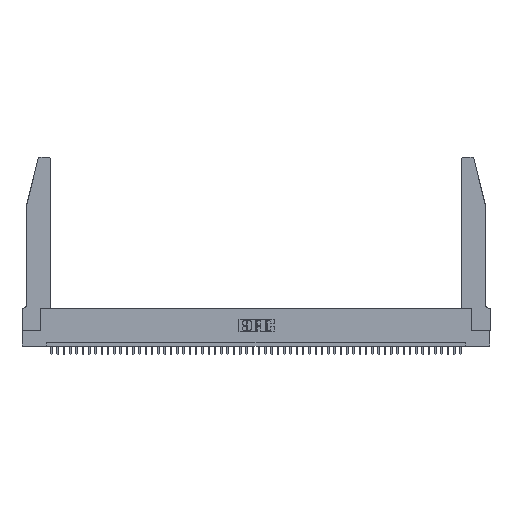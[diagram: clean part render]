
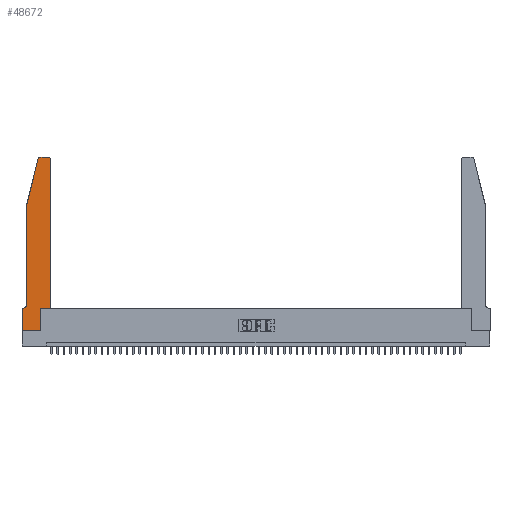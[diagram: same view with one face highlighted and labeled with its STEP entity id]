
A CAD part, top view. The second image highlights one B-rep face of the part: STEP entity #48672.
In plain terms, the highlighted planar face has unit normal (0, 0, 1).
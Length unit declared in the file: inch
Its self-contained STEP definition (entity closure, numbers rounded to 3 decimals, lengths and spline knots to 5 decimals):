
#433 = CARTESIAN_POINT ( 'NONE',  ( 0.2605, 2.75, 0.37 ) ) ;
#926 = CARTESIAN_POINT ( 'NONE',  ( 0., 0.35, 0.37 ) ) ;
#1666 = LINE ( 'NONE', #3359, #42523 ) ;
#1909 = CARTESIAN_POINT ( 'NONE',  ( 0., 0., 0.37 ) ) ;
#2057 = DIRECTION ( 'NONE',  ( 0., 0., 1. ) ) ;
#2103 = DIRECTION ( 'NONE',  ( 0., -1., 0. ) ) ;
#2943 = EDGE_CURVE ( 'NONE', #8669, #5707, #1666, .T. ) ;
#3359 = CARTESIAN_POINT ( 'NONE',  ( 0.2865, 0.35, 0.37 ) ) ;
#3926 = LINE ( 'NONE', #45890, #23689 ) ;
#4124 = EDGE_CURVE ( 'NONE', #6521, #12770, #10791, .T. ) ;
#4340 = CARTESIAN_POINT ( 'NONE',  ( 0., 0.35, 0.37 ) ) ;
#4526 = PLANE ( 'NONE',  #43336 ) ;
#4811 = AXIS2_PLACEMENT_3D ( 'NONE', #18061, #2057, #21377 ) ;
#5032 = DIRECTION ( 'NONE',  ( 1., 0., 0. ) ) ;
#5707 = VERTEX_POINT ( 'NONE', #32491 ) ;
#5903 = VERTEX_POINT ( 'NONE', #17781 ) ;
#6037 = CARTESIAN_POINT ( 'NONE',  ( 0.4505, 2.72, 0.37 ) ) ;
#6521 = VERTEX_POINT ( 'NONE', #11646 ) ;
#6566 = ORIENTED_EDGE ( 'NONE', *, *, #44055, .T. ) ;
#7490 = VECTOR ( 'NONE', #45868, 39.37008 ) ;
#7944 = VERTEX_POINT ( 'NONE', #8717 ) ;
#8342 = DIRECTION ( 'NONE',  ( -1., 0., 0. ) ) ;
#8669 = VERTEX_POINT ( 'NONE', #30908 ) ;
#8717 = CARTESIAN_POINT ( 'NONE',  ( 0.4505, 0.35, 0.37 ) ) ;
#8815 = CARTESIAN_POINT ( 'NONE',  ( 0.4505, 0.35, 0.37 ) ) ;
#9660 = CARTESIAN_POINT ( 'NONE',  ( 0.4505, 0.35, 0.37 ) ) ;
#10550 = DIRECTION ( 'NONE',  ( 1., 0., 0. ) ) ;
#10791 = CIRCLE ( 'NONE', #48948, 0.03 ) ;
#11478 = ORIENTED_EDGE ( 'NONE', *, *, #36416, .T. ) ;
#11646 = CARTESIAN_POINT ( 'NONE',  ( 0.284, 2.75, 0.37 ) ) ;
#12022 = ORIENTED_EDGE ( 'NONE', *, *, #38879, .T. ) ;
#12770 = VERTEX_POINT ( 'NONE', #38636 ) ;
#13017 = CIRCLE ( 'NONE', #4811, 0.03 ) ;
#13649 = CARTESIAN_POINT ( 'NONE',  ( 0.0755, 2., 0.37 ) ) ;
#13797 = CARTESIAN_POINT ( 'NONE',  ( 0.0055, 0.35, 0.37 ) ) ;
#14309 = CARTESIAN_POINT ( 'NONE',  ( 0., 0., 0.37 ) ) ;
#14731 = DIRECTION ( 'NONE',  ( 0., 1., 0. ) ) ;
#15133 = ORIENTED_EDGE ( 'NONE', *, *, #4124, .T. ) ;
#15459 = EDGE_CURVE ( 'NONE', #7944, #29958, #31586, .T. ) ;
#17188 = CARTESIAN_POINT ( 'NONE',  ( 0.0055, 0.42, 0.37 ) ) ;
#17736 = DIRECTION ( 'NONE',  ( -1., 0., 0. ) ) ;
#17781 = CARTESIAN_POINT ( 'NONE',  ( 0.0755, 0.42, 0.37 ) ) ;
#17980 = EDGE_LOOP ( 'NONE', ( #46863, #15133, #46943, #50832, #49403, #21801, #12022, #49152, #40859, #6566, #27606, #11478 ) ) ;
#18061 = CARTESIAN_POINT ( 'NONE',  ( 0.4205, 2.72, 0.37 ) ) ;
#18551 = EDGE_CURVE ( 'NONE', #40460, #5903, #32453, .T. ) ;
#19262 = VECTOR ( 'NONE', #17736, 39.37008 ) ;
#19537 = EDGE_CURVE ( 'NONE', #23186, #42589, #27332, .T. ) ;
#20910 = DIRECTION ( 'NONE',  ( 0., 0., 1. ) ) ;
#21377 = DIRECTION ( 'NONE',  ( 1., 0., 0. ) ) ;
#21725 = DIRECTION ( 'NONE',  ( 1., 0., 0. ) ) ;
#21801 = ORIENTED_EDGE ( 'NONE', *, *, #19537, .T. ) ;
#23186 = VERTEX_POINT ( 'NONE', #13797 ) ;
#23689 = VECTOR ( 'NONE', #50364, 39.37008 ) ;
#23706 = VECTOR ( 'NONE', #8342, 39.37008 ) ;
#24977 = VERTEX_POINT ( 'NONE', #50731 ) ;
#25156 = EDGE_CURVE ( 'NONE', #12770, #40460, #3926, .T. ) ;
#25385 = CARTESIAN_POINT ( 'NONE',  ( 0.0755, 0.35, 0.37 ) ) ;
#26949 = VERTEX_POINT ( 'NONE', #45628 ) ;
#27332 = LINE ( 'NONE', #25385, #19262 ) ;
#27606 = ORIENTED_EDGE ( 'NONE', *, *, #15459, .T. ) ;
#29839 = FACE_OUTER_BOUND ( 'NONE', #17980, .T. ) ;
#29958 = VERTEX_POINT ( 'NONE', #6037 ) ;
#30908 = CARTESIAN_POINT ( 'NONE',  ( 0.2865, 0., 0.37 ) ) ;
#31586 = LINE ( 'NONE', #9660, #7490 ) ;
#32453 = LINE ( 'NONE', #13649, #48575 ) ;
#32491 = CARTESIAN_POINT ( 'NONE',  ( 0.2865, 0.35, 0.37 ) ) ;
#32868 = DIRECTION ( 'NONE',  ( 1., 0., 0. ) ) ;
#32978 = LINE ( 'NONE', #14309, #45433 ) ;
#34992 = EDGE_CURVE ( 'NONE', #26949, #8669, #32978, .T. ) ;
#36416 = EDGE_CURVE ( 'NONE', #29958, #24977, #13017, .T. ) ;
#36931 = CARTESIAN_POINT ( 'NONE',  ( 0.0755, 2., 0.37 ) ) ;
#37197 = CARTESIAN_POINT ( 'NONE',  ( 0.284, 2.72, 0.37 ) ) ;
#37365 = LINE ( 'NONE', #433, #23706 ) ;
#38636 = CARTESIAN_POINT ( 'NONE',  ( 0.25487, 2.72718, 0.37 ) ) ;
#38879 = EDGE_CURVE ( 'NONE', #42589, #26949, #43641, .T. ) ;
#40114 = EDGE_CURVE ( 'NONE', #24977, #6521, #37365, .T. ) ;
#40460 = VERTEX_POINT ( 'NONE', #36931 ) ;
#40859 = ORIENTED_EDGE ( 'NONE', *, *, #2943, .T. ) ;
#41511 = DIRECTION ( 'NONE',  ( 0., 0., 1. ) ) ;
#41702 = DIRECTION ( 'NONE',  ( 0., -1., 0. ) ) ;
#42523 = VECTOR ( 'NONE', #14731, 39.37008 ) ;
#42589 = VERTEX_POINT ( 'NONE', #4340 ) ;
#43065 = VECTOR ( 'NONE', #41702, 39.37008 ) ;
#43336 = AXIS2_PLACEMENT_3D ( 'NONE', #926, #20910, #5032 ) ;
#43641 = LINE ( 'NONE', #1909, #43065 ) ;
#44055 = EDGE_CURVE ( 'NONE', #5707, #7944, #49986, .T. ) ;
#44627 = DIRECTION ( 'NONE',  ( -1., 0., 0. ) ) ;
#44805 = DIRECTION ( 'NONE',  ( 0., 0., -1. ) ) ;
#45433 = VECTOR ( 'NONE', #10550, 39.37008 ) ;
#45628 = CARTESIAN_POINT ( 'NONE',  ( 0., 0., 0.37 ) ) ;
#45868 = DIRECTION ( 'NONE',  ( 0., 1., 0. ) ) ;
#45890 = CARTESIAN_POINT ( 'NONE',  ( 0.0755, 2., 0.37 ) ) ;
#46863 = ORIENTED_EDGE ( 'NONE', *, *, #40114, .T. ) ;
#46943 = ORIENTED_EDGE ( 'NONE', *, *, #25156, .T. ) ;
#48575 = VECTOR ( 'NONE', #2103, 39.37008 ) ;
#48672 = ADVANCED_FACE ( 'NONE', ( #29839 ), #4526, .T. ) ;
#48948 = AXIS2_PLACEMENT_3D ( 'NONE', #37197, #41511, #21725 ) ;
#49152 = ORIENTED_EDGE ( 'NONE', *, *, #34992, .T. ) ;
#49403 = ORIENTED_EDGE ( 'NONE', *, *, #50901, .T. ) ;
#49986 = LINE ( 'NONE', #8815, #51199 ) ;
#50013 = CIRCLE ( 'NONE', #50696, 0.07 ) ;
#50364 = DIRECTION ( 'NONE',  ( -0.239, -0.971, 0. ) ) ;
#50696 = AXIS2_PLACEMENT_3D ( 'NONE', #17188, #44805, #44627 ) ;
#50731 = CARTESIAN_POINT ( 'NONE',  ( 0.4205, 2.75, 0.37 ) ) ;
#50832 = ORIENTED_EDGE ( 'NONE', *, *, #18551, .T. ) ;
#50901 = EDGE_CURVE ( 'NONE', #5903, #23186, #50013, .T. ) ;
#51199 = VECTOR ( 'NONE', #32868, 39.37008 ) ;
